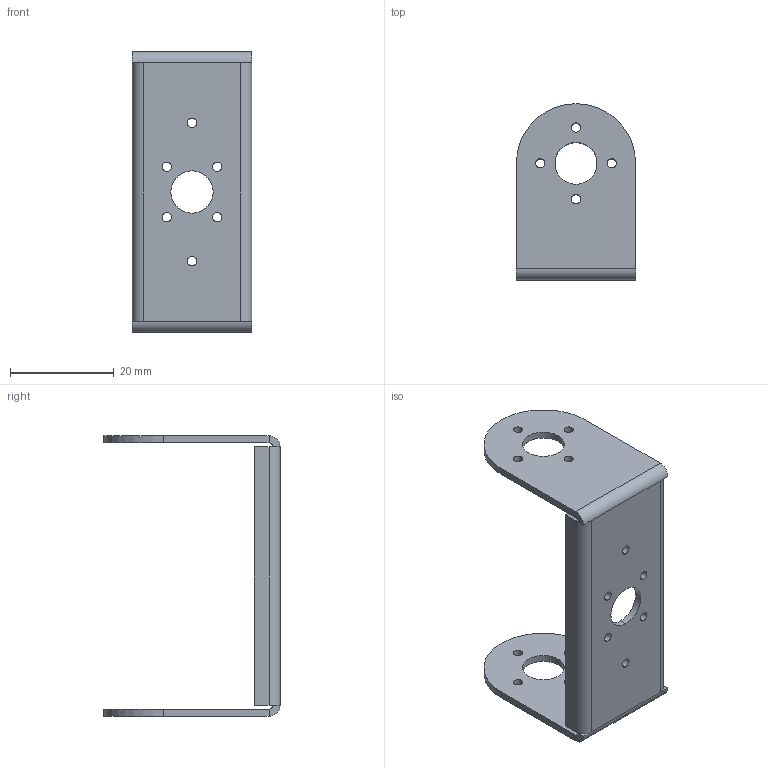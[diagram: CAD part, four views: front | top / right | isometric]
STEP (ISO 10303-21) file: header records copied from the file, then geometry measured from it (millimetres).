
FILE_DESCRIPTION (( 'STEP AP214' ), '1' );
FILE_NAME ('LDX-218_Large_Bracket.STEP', '2023-02-25T15:47:56', ( '' ), ( '' ), 'SwSTEP 2.0', 'SolidWorks 2023', '' );
FILE_SCHEMA (( 'AUTOMOTIVE_DESIGN' ));
Length unit declared in the file: millimetre
Products named in the file (1): LDX-218_Large_Bracket_Predeterminado
Bounding box: 23 x 34 x 54.2 mm (x, y, z)
Volume: 3795.9 mm3; surface area: 6032.6 mm2
Topology: 1 solids, 1 shells, 76 faces, 194 edges, 120 vertices
Faces by surface type: cylinder 44, plane 32
Entity records: 2397 total; most frequent: DIRECTION 440, CARTESIAN_POINT 391, ORIENTED_EDGE 388, EDGE_CURVE 194, AXIS2_PLACEMENT_3D 169, VERTEX_POINT 120, EDGE_LOOP 110, LINE 102
